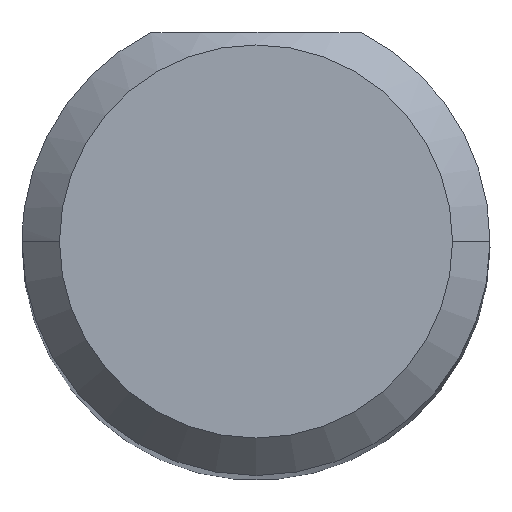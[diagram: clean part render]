
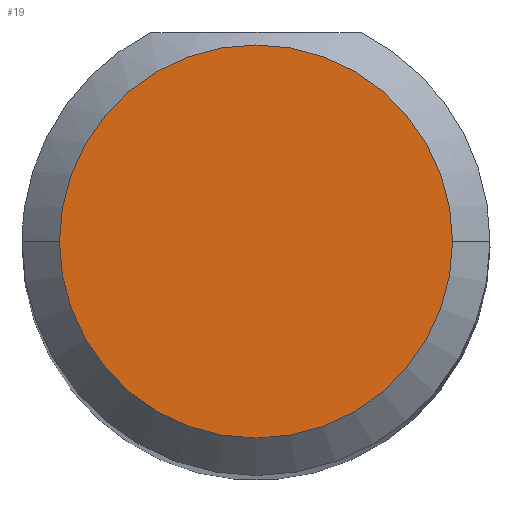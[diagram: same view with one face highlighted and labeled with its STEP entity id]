
A CAD part, top view. The second image highlights one B-rep face of the part: STEP entity #19.
In plain terms, the highlighted planar face has unit normal (0, 0, 1).
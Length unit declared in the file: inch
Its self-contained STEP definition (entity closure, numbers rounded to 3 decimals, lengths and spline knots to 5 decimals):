
#19 = ADVANCED_FACE ( 'NONE', ( #360 ), #606, .T. ) ;
#57 = CARTESIAN_POINT ( 'NONE',  ( 0., 0., 1.5 ) ) ;
#60 = DIRECTION ( 'NONE',  ( 1., 0., 0. ) ) ;
#115 = AXIS2_PLACEMENT_3D ( 'NONE', #567, #752, #198 ) ;
#121 = DIRECTION ( 'NONE',  ( 0., 0., 1. ) ) ;
#177 = DIRECTION ( 'NONE',  ( 1., 0., 0. ) ) ;
#198 = DIRECTION ( 'NONE',  ( 1., 0., 0. ) ) ;
#246 = CARTESIAN_POINT ( 'NONE',  ( -0.07875, 0., 1.5 ) ) ;
#292 = CIRCLE ( 'NONE', #562, 0.07875 ) ;
#339 = VERTEX_POINT ( 'NONE', #246 ) ;
#360 = FACE_OUTER_BOUND ( 'NONE', #482, .T. ) ;
#376 = CARTESIAN_POINT ( 'NONE',  ( 0.07875, 0., 1.5 ) ) ;
#390 = EDGE_CURVE ( 'NONE', #339, #472, #292, .T. ) ;
#472 = VERTEX_POINT ( 'NONE', #376 ) ;
#482 = EDGE_LOOP ( 'NONE', ( #692, #630 ) ) ;
#546 = EDGE_CURVE ( 'NONE', #472, #339, #694, .T. ) ;
#562 = AXIS2_PLACEMENT_3D ( 'NONE', #669, #596, #177 ) ;
#567 = CARTESIAN_POINT ( 'NONE',  ( 0., 0., 1.5 ) ) ;
#596 = DIRECTION ( 'NONE',  ( 0., 0., 1. ) ) ;
#606 = PLANE ( 'NONE',  #731 ) ;
#630 = ORIENTED_EDGE ( 'NONE', *, *, #546, .T. ) ;
#669 = CARTESIAN_POINT ( 'NONE',  ( 0., 0., 1.5 ) ) ;
#692 = ORIENTED_EDGE ( 'NONE', *, *, #390, .T. ) ;
#694 = CIRCLE ( 'NONE', #115, 0.07875 ) ;
#731 = AXIS2_PLACEMENT_3D ( 'NONE', #57, #121, #60 ) ;
#752 = DIRECTION ( 'NONE',  ( 0., 0., 1. ) ) ;
